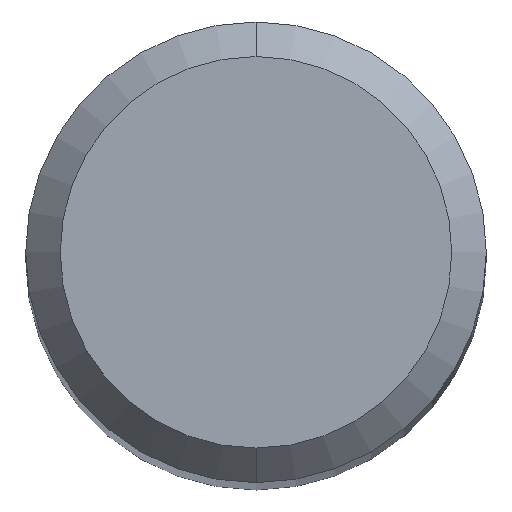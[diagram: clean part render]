
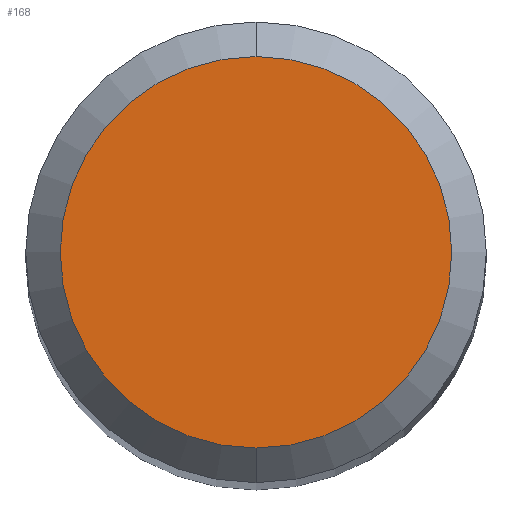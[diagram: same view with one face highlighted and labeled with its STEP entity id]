
A CAD part, top view. The second image highlights one B-rep face of the part: STEP entity #168.
In plain terms, the highlighted planar face has unit normal (0, 0, 1).
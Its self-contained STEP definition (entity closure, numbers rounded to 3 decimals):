
#100=VERTEX_POINT('',#253);
#168=ADVANCED_FACE('',(#331),#332,.T.);
#170=EDGE_CURVE('',#172,#100,#334,.T.);
#172=VERTEX_POINT('',#336);
#226=EDGE_CURVE('',#100,#172,#397,.T.);
#253=CARTESIAN_POINT('',(0.0,1.7,0.0));
#331=FACE_OUTER_BOUND('',#509,.T.);
#332=PLANE('',#510);
#334=CIRCLE('',#513,1.7);
#336=CARTESIAN_POINT('',(0.,-1.7,0.0));
#397=CIRCLE('',#595,1.7);
#509=EDGE_LOOP('',(#703,#704));
#510=AXIS2_PLACEMENT_3D('',#705,#706,#707);
#513=AXIS2_PLACEMENT_3D('',#708,#709,#710);
#595=AXIS2_PLACEMENT_3D('',#799,#800,#801);
#703=ORIENTED_EDGE('',*,*,#226,.F.);
#704=ORIENTED_EDGE('',*,*,#170,.F.);
#705=CARTESIAN_POINT('',(0.0,0.85,0.0));
#706=DIRECTION('',(-0.0,0.0,1.0));
#707=DIRECTION('',(0.0,-1.0,0.0));
#708=CARTESIAN_POINT('',(0.0,0.0,0.0));
#709=DIRECTION('',(0.0,0.0,-1.0));
#710=DIRECTION('',(0.0,1.0,0.0));
#799=CARTESIAN_POINT('',(0.0,0.0,0.0));
#800=DIRECTION('',(0.0,0.0,-1.0));
#801=DIRECTION('',(0.0,1.0,0.0));
